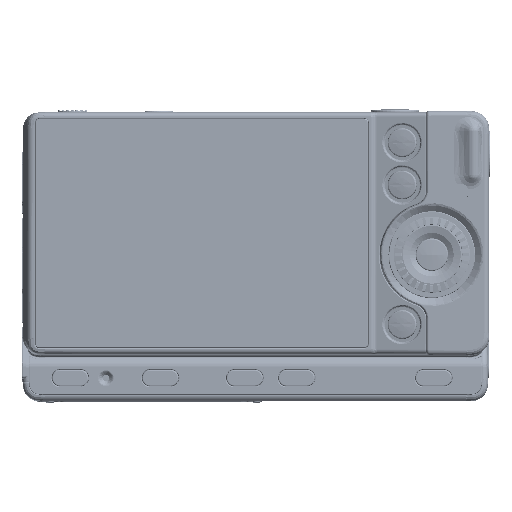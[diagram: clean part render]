
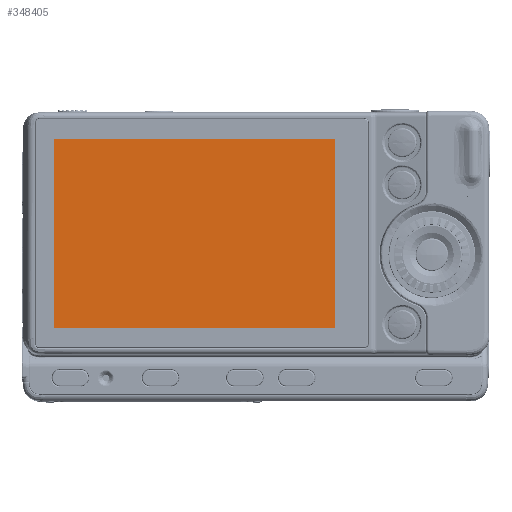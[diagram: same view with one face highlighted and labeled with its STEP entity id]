
A CAD part, top view. The second image highlights one B-rep face of the part: STEP entity #348405.
In plain terms, the highlighted planar face has unit normal (0, 0, 1).
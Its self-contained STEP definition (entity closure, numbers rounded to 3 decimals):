
#3446 = VERTEX_POINT ( 'NONE', #248173 ) ;
#11414 = EDGE_CURVE ( 'NONE', #3446, #80253, #156050, .T. ) ;
#18361 = VERTEX_POINT ( 'NONE', #239054 ) ;
#30725 = CARTESIAN_POINT ( 'NONE',  ( 33.961, 28.551, 22.8 ) ) ;
#30861 = EDGE_LOOP ( 'NONE', ( #237204, #62441, #176680, #80919 ) ) ;
#46223 = VECTOR ( 'NONE', #196454, 1000. ) ;
#62441 = ORIENTED_EDGE ( 'NONE', *, *, #65242, .F. ) ;
#63595 = VECTOR ( 'NONE', #172067, 1000. ) ;
#65242 = EDGE_CURVE ( 'NONE', #18361, #261869, #282591, .T. ) ;
#80253 = VERTEX_POINT ( 'NONE', #30725 ) ;
#80919 = ORIENTED_EDGE ( 'NONE', *, *, #11414, .F. ) ;
#87577 = FACE_OUTER_BOUND ( 'NONE', #30861, .T. ) ;
#101369 = CARTESIAN_POINT ( 'NONE',  ( -33.699, -20.8, 22.8 ) ) ;
#138559 = DIRECTION ( 'NONE',  ( 0., -1., 0. ) ) ;
#156050 = LINE ( 'NONE', #278521, #46223 ) ;
#172067 = DIRECTION ( 'NONE',  ( -1., 0., 0. ) ) ;
#173953 = EDGE_CURVE ( 'NONE', #261869, #3446, #325391, .T. ) ;
#176680 = ORIENTED_EDGE ( 'NONE', *, *, #306549, .F. ) ;
#178795 = CARTESIAN_POINT ( 'NONE',  ( -33.699, -16.849, 22.8 ) ) ;
#196454 = DIRECTION ( 'NONE',  ( 1., 0., 0. ) ) ;
#208089 = VECTOR ( 'NONE', #138559, 1000. ) ;
#221850 = CARTESIAN_POINT ( 'NONE',  ( 33.961, -20.8, 22.8 ) ) ;
#237204 = ORIENTED_EDGE ( 'NONE', *, *, #173953, .F. ) ;
#239054 = CARTESIAN_POINT ( 'NONE',  ( 33.961, -16.849, 22.8 ) ) ;
#248173 = CARTESIAN_POINT ( 'NONE',  ( -33.699, 28.551, 22.8 ) ) ;
#261869 = VERTEX_POINT ( 'NONE', #178795 ) ;
#275525 = CARTESIAN_POINT ( 'NONE',  ( -37.1, -20.8, 22.8 ) ) ;
#278521 = CARTESIAN_POINT ( 'NONE',  ( -37.1, 28.551, 22.8 ) ) ;
#282591 = LINE ( 'NONE', #339936, #63595 ) ;
#289664 = AXIS2_PLACEMENT_3D ( 'NONE', #275525, #360049, #361260 ) ;
#290188 = VECTOR ( 'NONE', #325617, 1000. ) ;
#306549 = EDGE_CURVE ( 'NONE', #80253, #18361, #357101, .T. ) ;
#307334 = PLANE ( 'NONE',  #289664 ) ;
#325391 = LINE ( 'NONE', #101369, #290188 ) ;
#325617 = DIRECTION ( 'NONE',  ( 0., 1., 0. ) ) ;
#339936 = CARTESIAN_POINT ( 'NONE',  ( -37.1, -16.849, 22.8 ) ) ;
#348405 = ADVANCED_FACE ( 'NONE', ( #87577 ), #307334, .T. ) ;
#357101 = LINE ( 'NONE', #221850, #208089 ) ;
#360049 = DIRECTION ( 'NONE',  ( 0., 0., 1. ) ) ;
#361260 = DIRECTION ( 'NONE',  ( 1., 0., 0. ) ) ;
